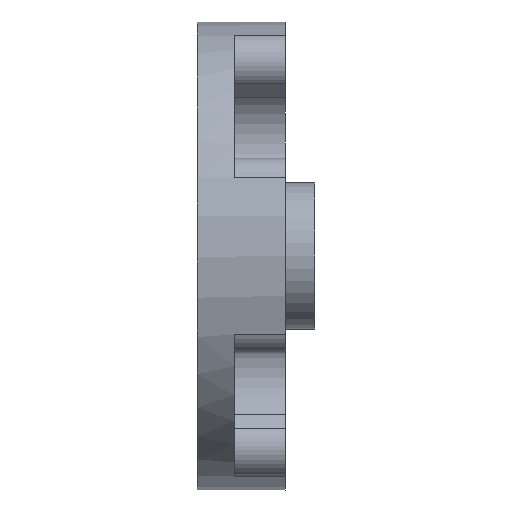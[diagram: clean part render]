
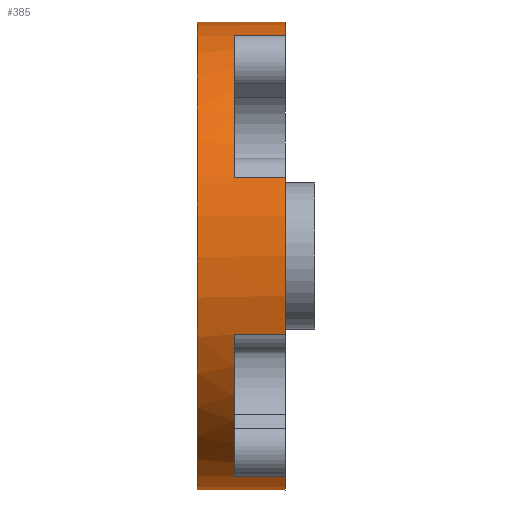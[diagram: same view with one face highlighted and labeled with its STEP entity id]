
A CAD part, left-side view. The second image highlights one B-rep face of the part: STEP entity #385.
In plain terms, the highlighted cylindrical face has radius 15.99 mm (diameter 31.98 mm), a full revolution.
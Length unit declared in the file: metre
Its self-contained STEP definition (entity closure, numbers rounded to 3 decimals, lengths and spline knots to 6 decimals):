
#385 = ADVANCED_FACE( 'NONE', ( #792, #793 ), #794, .T. );
#792 = FACE_OUTER_BOUND( '', #3291, .T. );
#793 = FACE_OUTER_BOUND( '', #3292, .T. );
#794 = CYLINDRICAL_SURFACE( '', #3293, 0.01599 );
#3291 = EDGE_LOOP( '', ( #4929, #4930, #4931, #4932, #4933, #4934, #4935, #4936, #4937, #4938, #4939, #4940, #4941, #4942, #4943, #4944 ) );
#3292 = EDGE_LOOP( '', ( #4945 ) );
#3293 = AXIS2_PLACEMENT_3D( '', #4946, #4947, #4948 );
#4929 = ORIENTED_EDGE( '', *, *, #5473, .F. );
#4930 = ORIENTED_EDGE( '', *, *, #5387, .T. );
#4931 = ORIENTED_EDGE( '', *, *, #5500, .F. );
#4932 = ORIENTED_EDGE( '', *, *, #5434, .T. );
#4933 = ORIENTED_EDGE( '', *, *, #5471, .F. );
#4934 = ORIENTED_EDGE( '', *, *, #5253, .T. );
#4935 = ORIENTED_EDGE( '', *, *, #5673, .F. );
#4936 = ORIENTED_EDGE( '', *, *, #5225, .T. );
#4937 = ORIENTED_EDGE( '', *, *, #5469, .F. );
#4938 = ORIENTED_EDGE( '', *, *, #5232, .T. );
#4939 = ORIENTED_EDGE( '', *, *, #5583, .F. );
#4940 = ORIENTED_EDGE( '', *, *, #5686, .T. );
#4941 = ORIENTED_EDGE( '', *, *, #5464, .F. );
#4942 = ORIENTED_EDGE( '', *, *, #5640, .T. );
#4943 = ORIENTED_EDGE( '', *, *, #5701, .F. );
#4944 = ORIENTED_EDGE( '', *, *, #5335, .T. );
#4945 = ORIENTED_EDGE( '', *, *, #5692, .F. );
#4946 = CARTESIAN_POINT( '', ( 0., 0.008, 0. ) );
#4947 = DIRECTION( '', ( 0., 1., 0. ) );
#4948 = DIRECTION( '', ( 0., 0., -1. ) );
#5225 = EDGE_CURVE( 'NONE', #6174, #6171, #6175, .T. );
#5232 = EDGE_CURVE( 'NONE', #6181, #6185, #6187, .T. );
#5253 = EDGE_CURVE( 'NONE', #6217, #6221, #6223, .T. );
#5335 = EDGE_CURVE( 'NONE', #6373, #6370, #6374, .T. );
#5387 = EDGE_CURVE( 'NONE', #6451, #6453, #6455, .T. );
#5434 = EDGE_CURVE( 'NONE', #6521, #6523, #6525, .T. );
#5464 = EDGE_CURVE( 'NONE', #6569, #6571, #6572, .T. );
#5469 = EDGE_CURVE( 'NONE', #6181, #6171, #6580, .T. );
#5471 = EDGE_CURVE( 'NONE', #6217, #6523, #6582, .T. );
#5473 = EDGE_CURVE( 'NONE', #6451, #6370, #6584, .T. );
#5500 = EDGE_CURVE( 'NONE', #6521, #6453, #6620, .T. );
#5583 = EDGE_CURVE( 'NONE', #6767, #6185, #6768, .T. );
#5640 = EDGE_CURVE( 'NONE', #6569, #6834, #6837, .T. );
#5673 = EDGE_CURVE( 'NONE', #6174, #6221, #6889, .T. );
#5686 = EDGE_CURVE( 'NONE', #6767, #6571, #6902, .T. );
#5692 = EDGE_CURVE( 'NONE', #6908, #6908, #6909, .T. );
#5701 = EDGE_CURVE( 'NONE', #6373, #6834, #6918, .T. );
#6171 = VERTEX_POINT( 'NONE', #9516 );
#6174 = VERTEX_POINT( 'NONE', #9519 );
#6175 = LINE( '', #9520, #9521 );
#6181 = VERTEX_POINT( 'NONE', #9528 );
#6185 = VERTEX_POINT( 'NONE', #9533 );
#6187 = LINE( '', #9535, #9536 );
#6217 = VERTEX_POINT( 'NONE', #9577 );
#6221 = VERTEX_POINT( 'NONE', #9582 );
#6223 = LINE( '', #9584, #9585 );
#6370 = VERTEX_POINT( 'NONE', #10669 );
#6373 = VERTEX_POINT( 'NONE', #10672 );
#6374 = LINE( '', #10673, #10674 );
#6451 = VERTEX_POINT( 'NONE', #11017 );
#6453 = VERTEX_POINT( 'NONE', #11019 );
#6455 = LINE( '', #11021, #11022 );
#6521 = VERTEX_POINT( 'NONE', #11124 );
#6523 = VERTEX_POINT( 'NONE', #11126 );
#6525 = LINE( '', #11128, #11129 );
#6569 = VERTEX_POINT( 'NONE', #11188 );
#6571 = VERTEX_POINT( 'NONE', #11190 );
#6572 = CIRCLE( '', #11191, 0.01599 );
#6580 = CIRCLE( '', #11201, 0.01599 );
#6582 = CIRCLE( '', #11203, 0.01599 );
#6584 = CIRCLE( '', #11205, 0.01599 );
#6620 = CIRCLE( '', #11317, 0.01599 );
#6767 = VERTEX_POINT( 'NONE', #12202 );
#6768 = CIRCLE( '', #12203, 0.01599 );
#6834 = VERTEX_POINT( 'NONE', #12328 );
#6837 = LINE( '', #12331, #12332 );
#6889 = CIRCLE( '', #12670, 0.01599 );
#6902 = LINE( '', #12686, #12687 );
#6908 = VERTEX_POINT( '', #12694 );
#6909 = CIRCLE( '', #12695, 0.01599 );
#6918 = CIRCLE( '', #12705, 0.01599 );
#9516 = CARTESIAN_POINT( '', ( -0.005365, 0.002, 0.015063 ) );
#9519 = CARTESIAN_POINT( '', ( -0.005365, 0.0055, 0.015063 ) );
#9520 = CARTESIAN_POINT( '', ( -0.005365, 0.008, 0.015063 ) );
#9521 = VECTOR( '', #12809, 1. );
#9528 = CARTESIAN_POINT( '', ( 0.005365, 0.002, 0.015063 ) );
#9533 = CARTESIAN_POINT( '', ( 0.005365, 0.0055, 0.015063 ) );
#9535 = CARTESIAN_POINT( '', ( 0.005365, 0.008, 0.015063 ) );
#9536 = VECTOR( '', #12821, 1. );
#9577 = CARTESIAN_POINT( '', ( -0.015063, 0.002, 0.005365 ) );
#9582 = CARTESIAN_POINT( '', ( -0.015063, 0.0055, 0.005365 ) );
#9584 = CARTESIAN_POINT( '', ( -0.015063, 0.008, 0.005365 ) );
#9585 = VECTOR( '', #12843, 1. );
#10669 = CARTESIAN_POINT( '', ( 0.005365, 0.002, -0.015063 ) );
#10672 = CARTESIAN_POINT( '', ( 0.005365, 0.0055, -0.015063 ) );
#10673 = CARTESIAN_POINT( '', ( 0.005365, 0.008, -0.015063 ) );
#10674 = VECTOR( '', #12865, 1. );
#11017 = CARTESIAN_POINT( '', ( -0.005365, 0.002, -0.015063 ) );
#11019 = CARTESIAN_POINT( '', ( -0.005365, 0.0055, -0.015063 ) );
#11021 = CARTESIAN_POINT( '', ( -0.005365, 0.008, -0.015063 ) );
#11022 = VECTOR( '', #12903, 1. );
#11124 = CARTESIAN_POINT( '', ( -0.015063, 0.0055, -0.005365 ) );
#11126 = CARTESIAN_POINT( '', ( -0.015063, 0.002, -0.005365 ) );
#11128 = CARTESIAN_POINT( '', ( -0.015063, 0.008, -0.005365 ) );
#11129 = VECTOR( '', #12949, 1. );
#11188 = CARTESIAN_POINT( '', ( 0.015063, 0.002, -0.005365 ) );
#11190 = CARTESIAN_POINT( '', ( 0.015063, 0.002, 0.005365 ) );
#11191 = AXIS2_PLACEMENT_3D( '', #12980, #12981, #12982 );
#11201 = AXIS2_PLACEMENT_3D( '', #12991, #12992, #12993 );
#11203 = AXIS2_PLACEMENT_3D( '', #12997, #12998, #12999 );
#11205 = AXIS2_PLACEMENT_3D( '', #13003, #13004, #13005 );
#11317 = AXIS2_PLACEMENT_3D( '', #13037, #13038, #13039 );
#12202 = CARTESIAN_POINT( '', ( 0.015063, 0.0055, 0.005365 ) );
#12203 = AXIS2_PLACEMENT_3D( '', #13078, #13079, #13080 );
#12328 = CARTESIAN_POINT( '', ( 0.015063, 0.0055, -0.005365 ) );
#12331 = CARTESIAN_POINT( '', ( 0.015063, 0.008, -0.005365 ) );
#12332 = VECTOR( '', #13134, 1. );
#12670 = AXIS2_PLACEMENT_3D( '', #13147, #13148, #13149 );
#12686 = CARTESIAN_POINT( '', ( 0.015063, 0.008, 0.005365 ) );
#12687 = VECTOR( '', #13156, 1. );
#12694 = CARTESIAN_POINT( '', ( 0., 0.008, 0.01599 ) );
#12695 = AXIS2_PLACEMENT_3D( '', #13158, #13159, #13160 );
#12705 = AXIS2_PLACEMENT_3D( '', #13165, #13166, #13167 );
#12809 = DIRECTION( '', ( 0., -1., 0. ) );
#12821 = DIRECTION( '', ( 0., 1., 0. ) );
#12843 = DIRECTION( '', ( 0., 1., 0. ) );
#12865 = DIRECTION( '', ( 0., -1., 0. ) );
#12903 = DIRECTION( '', ( 0., 1., 0. ) );
#12949 = DIRECTION( '', ( 0., -1., 0. ) );
#12980 = CARTESIAN_POINT( '', ( 0., 0.002, 0. ) );
#12981 = DIRECTION( '', ( 0., -1., 0. ) );
#12982 = DIRECTION( '', ( 0., 0., 1. ) );
#12991 = CARTESIAN_POINT( '', ( 0., 0.002, 0. ) );
#12992 = DIRECTION( '', ( 0., -1., 0. ) );
#12993 = DIRECTION( '', ( 0., 0., 1. ) );
#12997 = CARTESIAN_POINT( '', ( 0., 0.002, 0. ) );
#12998 = DIRECTION( '', ( 0., -1., 0. ) );
#12999 = DIRECTION( '', ( 0., 0., 1. ) );
#13003 = CARTESIAN_POINT( '', ( 0., 0.002, 0. ) );
#13004 = DIRECTION( '', ( 0., -1., 0. ) );
#13005 = DIRECTION( '', ( 0., 0., 1. ) );
#13037 = CARTESIAN_POINT( '', ( 0., 0.0055, 0. ) );
#13038 = DIRECTION( '', ( 0., -1., 0. ) );
#13039 = DIRECTION( '', ( 0., 0., 1. ) );
#13078 = CARTESIAN_POINT( '', ( 0., 0.0055, 0. ) );
#13079 = DIRECTION( '', ( 0., -1., 0. ) );
#13080 = DIRECTION( '', ( 0., 0., 1. ) );
#13134 = DIRECTION( '', ( 0., 1., 0. ) );
#13147 = CARTESIAN_POINT( '', ( 0., 0.0055, 0. ) );
#13148 = DIRECTION( '', ( 0., -1., 0. ) );
#13149 = DIRECTION( '', ( 0., 0., 1. ) );
#13156 = DIRECTION( '', ( 0., -1., 0. ) );
#13158 = CARTESIAN_POINT( '', ( 0., 0.008, 0. ) );
#13159 = DIRECTION( '', ( 0., 1., 0. ) );
#13160 = DIRECTION( '', ( 0., 0., 1. ) );
#13165 = CARTESIAN_POINT( '', ( 0., 0.0055, 0. ) );
#13166 = DIRECTION( '', ( 0., -1., 0. ) );
#13167 = DIRECTION( '', ( 0., 0., 1. ) );
